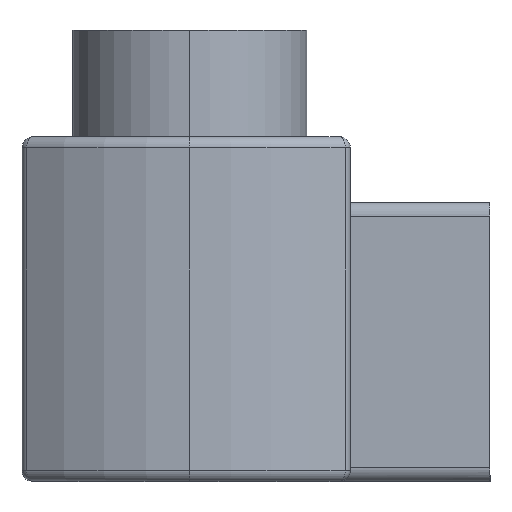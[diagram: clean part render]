
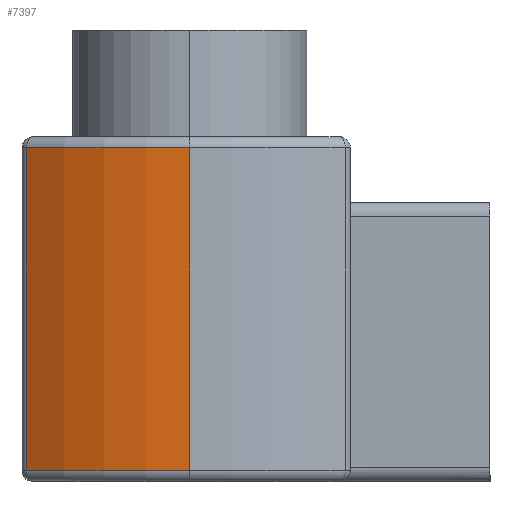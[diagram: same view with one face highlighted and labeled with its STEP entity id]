
A CAD part, left-side view. The second image highlights one B-rep face of the part: STEP entity #7397.
In plain terms, the highlighted cylindrical face has radius 20 mm (diameter 40 mm), a partial arc.
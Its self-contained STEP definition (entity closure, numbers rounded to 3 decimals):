
#123 = CARTESIAN_POINT ( 'NONE',  ( 7.253, -1.021, 2.16 ) ) ;
#204 = EDGE_CURVE ( 'NONE', #2768, #3292, #8817, .T. ) ;
#247 = VECTOR ( 'NONE', #7175, 1000. ) ;
#444 = DIRECTION ( 'NONE',  ( 0., 0., -1. ) ) ;
#1022 = VERTEX_POINT ( 'NONE', #3906 ) ;
#1024 = CARTESIAN_POINT ( 'NONE',  ( -8.992, 10.646, 1.36 ) ) ;
#1480 = DIRECTION ( 'NONE',  ( 0., 0., 1. ) ) ;
#1564 = CARTESIAN_POINT ( 'NONE',  ( -12.747, -1.021, 25.26 ) ) ;
#2083 = CARTESIAN_POINT ( 'NONE',  ( -8.992, 10.646, 2.16 ) ) ;
#2177 = CARTESIAN_POINT ( 'NONE',  ( 7.253, -1.021, 1.36 ) ) ;
#2768 = VERTEX_POINT ( 'NONE', #2083 ) ;
#2865 = FACE_OUTER_BOUND ( 'NONE', #3121, .T. ) ;
#3121 = EDGE_LOOP ( 'NONE', ( #8921, #7277, #5724, #6663 ) ) ;
#3153 = CARTESIAN_POINT ( 'NONE',  ( 7.253, -1.021, 25.26 ) ) ;
#3292 = VERTEX_POINT ( 'NONE', #6301 ) ;
#3562 = AXIS2_PLACEMENT_3D ( 'NONE', #2177, #7799, #7062 ) ;
#3702 = VERTEX_POINT ( 'NONE', #1564 ) ;
#3853 = DIRECTION ( 'NONE',  ( 1., 0., 0. ) ) ;
#3906 = CARTESIAN_POINT ( 'NONE',  ( -8.992, 10.646, 25.26 ) ) ;
#4540 = AXIS2_PLACEMENT_3D ( 'NONE', #3153, #444, #3853 ) ;
#4605 = AXIS2_PLACEMENT_3D ( 'NONE', #123, #1480, #6421 ) ;
#4693 = LINE ( 'NONE', #5731, #8120 ) ;
#4747 = CYLINDRICAL_SURFACE ( 'NONE', #3562, 20. ) ;
#5724 = ORIENTED_EDGE ( 'NONE', *, *, #8149, .F. ) ;
#5731 = CARTESIAN_POINT ( 'NONE',  ( -12.747, -1.021, 1.36 ) ) ;
#5757 = DIRECTION ( 'NONE',  ( 0., 0., -1. ) ) ;
#6301 = CARTESIAN_POINT ( 'NONE',  ( -12.747, -1.021, 2.16 ) ) ;
#6421 = DIRECTION ( 'NONE',  ( 0., 1., 0. ) ) ;
#6663 = ORIENTED_EDGE ( 'NONE', *, *, #8455, .T. ) ;
#6786 = EDGE_CURVE ( 'NONE', #1022, #2768, #8556, .T. ) ;
#7062 = DIRECTION ( 'NONE',  ( 1., 0., 0. ) ) ;
#7175 = DIRECTION ( 'NONE',  ( 0., 0., -1. ) ) ;
#7277 = ORIENTED_EDGE ( 'NONE', *, *, #204, .T. ) ;
#7397 = ADVANCED_FACE ( 'NONE', ( #2865 ), #4747, .T. ) ;
#7765 = CIRCLE ( 'NONE', #4540, 20. ) ;
#7799 = DIRECTION ( 'NONE',  ( 0., 0., 1. ) ) ;
#8120 = VECTOR ( 'NONE', #5757, 1000. ) ;
#8149 = EDGE_CURVE ( 'NONE', #3702, #3292, #4693, .T. ) ;
#8455 = EDGE_CURVE ( 'NONE', #3702, #1022, #7765, .T. ) ;
#8556 = LINE ( 'NONE', #1024, #247 ) ;
#8817 = CIRCLE ( 'NONE', #4605, 20. ) ;
#8921 = ORIENTED_EDGE ( 'NONE', *, *, #6786, .T. ) ;
